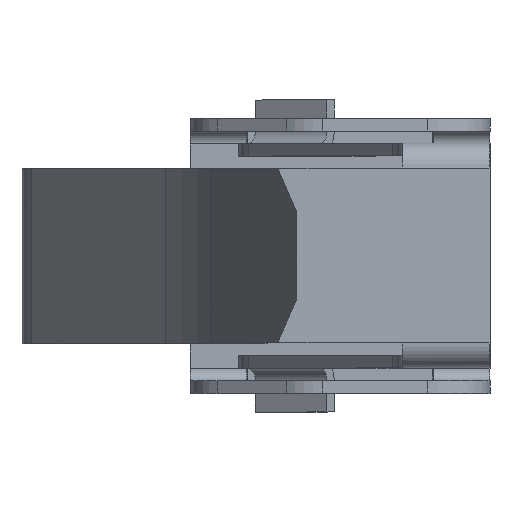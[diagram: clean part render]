
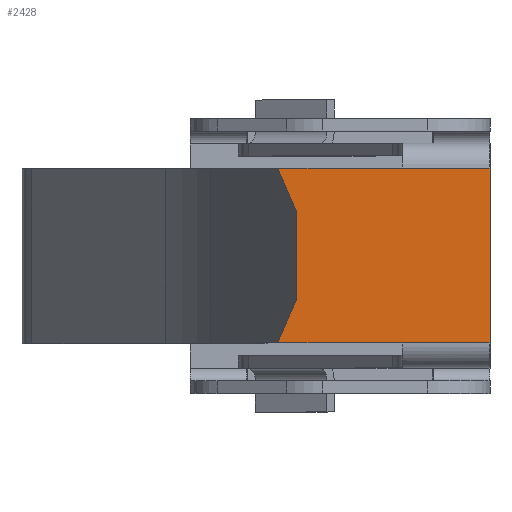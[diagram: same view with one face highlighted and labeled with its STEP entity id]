
A CAD part, top view. The second image highlights one B-rep face of the part: STEP entity #2428.
In plain terms, the highlighted face is planar.
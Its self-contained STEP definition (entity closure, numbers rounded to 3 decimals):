
#214=ORIENTED_EDGE('',*,*,#958,.F.);
#215=ORIENTED_EDGE('',*,*,#959,.T.);
#216=ORIENTED_EDGE('',*,*,#960,.F.);
#217=ORIENTED_EDGE('',*,*,#961,.F.);
#218=ORIENTED_EDGE('',*,*,#962,.T.);
#219=ORIENTED_EDGE('',*,*,#963,.T.);
#220=ORIENTED_EDGE('',*,*,#964,.T.);
#221=ORIENTED_EDGE('',*,*,#965,.F.);
#958=EDGE_CURVE('',#1329,#1330,#1565,.T.);
#959=EDGE_CURVE('',#1329,#1331,#1566,.T.);
#960=EDGE_CURVE('',#1332,#1331,#1567,.T.);
#961=EDGE_CURVE('',#1333,#1332,#1568,.T.);
#962=EDGE_CURVE('',#1333,#1334,#1569,.T.);
#963=EDGE_CURVE('',#1334,#1335,#1570,.T.);
#964=EDGE_CURVE('',#1335,#1336,#1571,.T.);
#965=EDGE_CURVE('',#1330,#1336,#1572,.T.);
#1329=VERTEX_POINT('',#3590);
#1330=VERTEX_POINT('',#3591);
#1331=VERTEX_POINT('',#3593);
#1332=VERTEX_POINT('',#3595);
#1333=VERTEX_POINT('',#3597);
#1334=VERTEX_POINT('',#3599);
#1335=VERTEX_POINT('',#3601);
#1336=VERTEX_POINT('',#3603);
#1565=LINE('',#3589,#1839);
#1566=LINE('',#3592,#1840);
#1567=LINE('',#3594,#1841);
#1568=LINE('',#3596,#1842);
#1569=LINE('',#3598,#1843);
#1570=LINE('',#3600,#1844);
#1571=LINE('',#3602,#1845);
#1572=LINE('',#3604,#1846);
#1839=VECTOR('',#2853,1000.);
#1840=VECTOR('',#2854,1000.);
#1841=VECTOR('',#2855,1000.);
#1842=VECTOR('',#2856,1000.);
#1843=VECTOR('',#2857,1000.);
#1844=VECTOR('',#2858,1000.);
#1845=VECTOR('',#2859,1000.);
#1846=VECTOR('',#2860,1000.);
#2090=EDGE_LOOP('',(#214,#215,#216,#217,#218,#219,#220,#221));
#2218=FACE_BOUND('',#2090,.T.);
#2345=PLANE('',#2582);
#2428=ADVANCED_FACE('',(#2218),#2345,.F.);
#2582=AXIS2_PLACEMENT_3D('',#3588,#2851,#2852);
#2851=DIRECTION('',(0.,-1.,0.));
#2852=DIRECTION('',(0.,0.,-1.));
#2853=DIRECTION('',(1.,0.,0.));
#2854=DIRECTION('',(-1.,0.,0.));
#2855=DIRECTION('',(0.,0.,-1.));
#2856=DIRECTION('',(-1.,0.,0.));
#2857=DIRECTION('',(1.,0.,0.));
#2858=DIRECTION('',(-0.394,0.,-0.919));
#2859=DIRECTION('',(0.,0.,-1.));
#2860=DIRECTION('',(-0.394,0.,0.919));
#3588=CARTESIAN_POINT('',(11.921,19.776,-1.225));
#3589=CARTESIAN_POINT('',(10.371,19.776,-1.4));
#3590=CARTESIAN_POINT('',(11.071,19.776,-1.4));
#3591=CARTESIAN_POINT('',(12.071,19.776,-1.4));
#3592=CARTESIAN_POINT('',(5.667,19.776,-1.4));
#3593=CARTESIAN_POINT('',(10.371,19.776,-1.4));
#3594=CARTESIAN_POINT('',(10.371,19.776,0.));
#3595=CARTESIAN_POINT('',(10.371,19.776,0.));
#3596=CARTESIAN_POINT('',(0.,19.776,0.));
#3597=CARTESIAN_POINT('',(11.071,19.776,0.));
#3598=CARTESIAN_POINT('',(10.371,19.776,0.));
#3599=CARTESIAN_POINT('',(12.071,19.776,0.));
#3600=CARTESIAN_POINT('',(11.996,19.776,-0.175));
#3601=CARTESIAN_POINT('',(11.921,19.776,-0.35));
#3602=CARTESIAN_POINT('',(11.921,19.776,0.));
#3603=CARTESIAN_POINT('',(11.921,19.776,-1.05));
#3604=CARTESIAN_POINT('',(11.996,19.776,-1.225));
